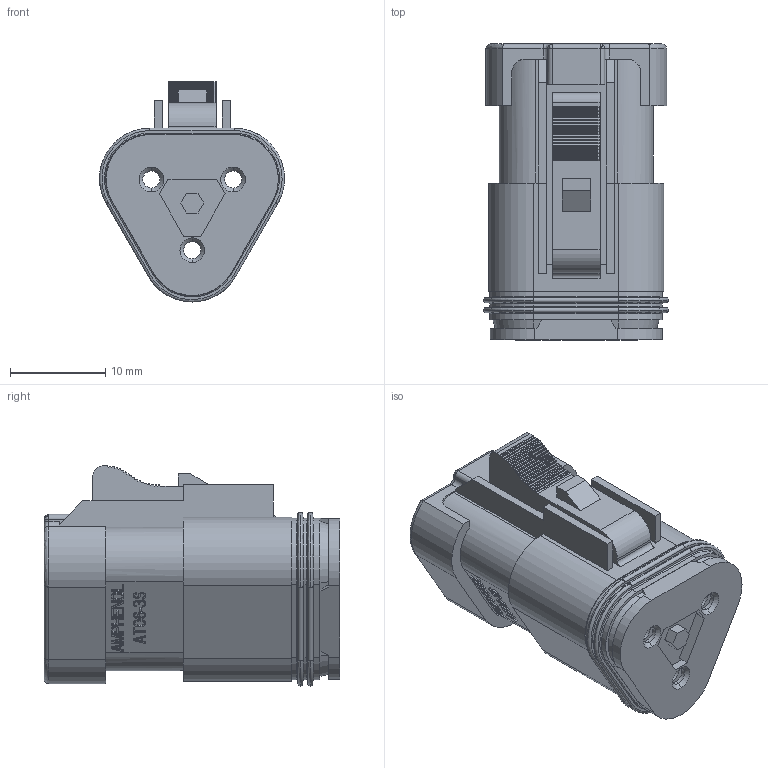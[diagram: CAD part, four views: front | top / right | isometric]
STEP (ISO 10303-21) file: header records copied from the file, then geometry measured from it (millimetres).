
FILE_DESCRIPTION (( 'STEP AP214' ), '1' );
FILE_NAME ('AT06-3S-RJ120BK.STEP', '2019-02-22T19:42:39', ( '' ), ( '' ), 'SwSTEP 2.0', 'SolidWorks 2018', '' );
FILE_SCHEMA (( 'AUTOMOTIVE_DESIGN' ));
Length unit declared in the file: inch
Products named in the file (1): AT06-3S-RJ120BK
Bounding box: 19.49 x 31.15 x 23.16 mm (x, y, z)
Volume: 6940.4 mm3; surface area: 4154.9 mm2
Topology: 1 solids, 5 shells, 1010 faces, 2848 edges, 1878 vertices
Faces by surface type: plane 809, cylinder 135, bspline 47, cone 19
Entity records: 33811 total; most frequent: CARTESIAN_POINT 7741, ORIENTED_EDGE 5688, DIRECTION 4980, EDGE_CURVE 2844, LINE 2412, VECTOR 2412, VERTEX_POINT 1878, AXIS2_PLACEMENT_3D 1284
